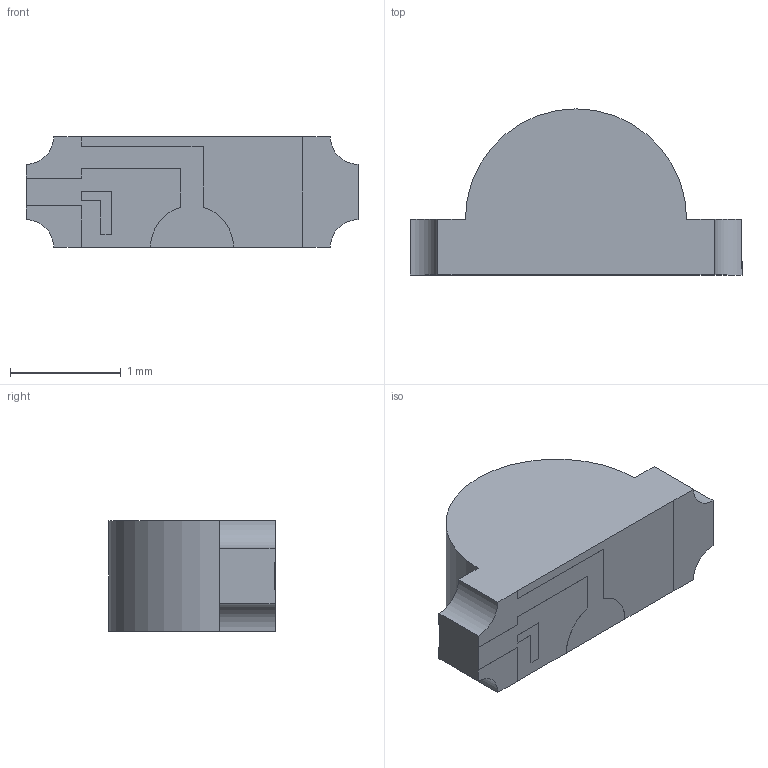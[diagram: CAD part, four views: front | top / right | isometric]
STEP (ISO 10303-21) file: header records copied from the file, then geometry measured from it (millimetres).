
FILE_DESCRIPTION (( 'STEP AP203' ), '1' );
FILE_NAME ('SB1204WC04-RG.STEP', '2022-10-25T16:42:27', ( '' ), ( '' ), 'SwSTEP 2.0', 'SolidWorks 2021', '' );
FILE_SCHEMA (( 'CONFIG_CONTROL_DESIGN' ));
Length unit declared in the file: millimetre
Products named in the file (1): SB1204WC04-RG
Bounding box: 3 x 1.5 x 1 mm (x, y, z)
Volume: 3 mm3; surface area: 13.7 mm2
Topology: 1 solids, 1 shells, 43 faces, 120 edges, 80 vertices
Faces by surface type: plane 36, cylinder 7
Entity records: 1445 total; most frequent: CARTESIAN_POINT 244, ORIENTED_EDGE 240, DIRECTION 222, EDGE_CURVE 120, VECTOR 106, LINE 106, VERTEX_POINT 80, AXIS2_PLACEMENT_3D 58
